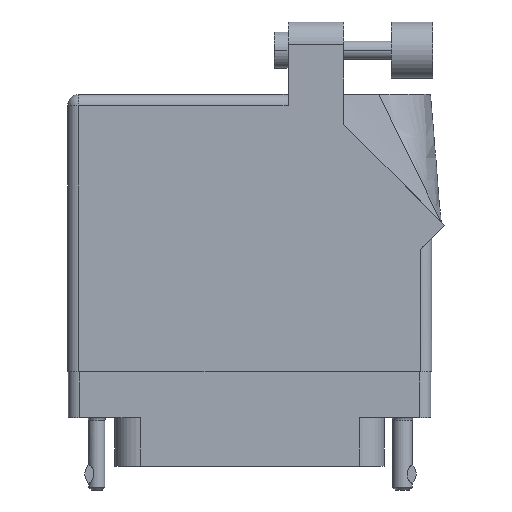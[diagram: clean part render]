
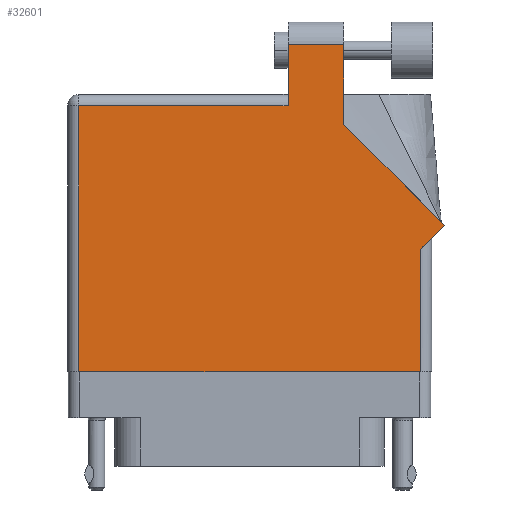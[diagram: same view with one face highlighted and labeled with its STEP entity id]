
A CAD part, front view. The second image highlights one B-rep face of the part: STEP entity #32601.
In plain terms, the highlighted face is planar.
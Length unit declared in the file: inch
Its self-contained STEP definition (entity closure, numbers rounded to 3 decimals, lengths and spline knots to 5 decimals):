
#491 = VECTOR ( 'NONE', #1546, 39.37008 ) ;
#1180 = LINE ( 'NONE', #2247, #13136 ) ;
#1546 = DIRECTION ( 'NONE',  ( 0., 1., 0. ) ) ;
#1561 = LINE ( 'NONE', #38615, #35591 ) ;
#2247 = CARTESIAN_POINT ( 'NONE',  ( 0.212, 1.43, 0.455 ) ) ;
#3426 = PLANE ( 'NONE',  #32374 ) ;
#6988 = VECTOR ( 'NONE', #33289, 39.37008 ) ;
#7410 = EDGE_CURVE ( 'NONE', #45972, #37545, #1561, .T. ) ;
#7805 = ORIENTED_EDGE ( 'NONE', *, *, #43563, .T. ) ;
#8208 = VERTEX_POINT ( 'NONE', #24737 ) ;
#8280 = VERTEX_POINT ( 'NONE', #9379 ) ;
#9379 = CARTESIAN_POINT ( 'NONE',  ( -0.943, 1.368, 0.455 ) ) ;
#9639 = ORIENTED_EDGE ( 'NONE', *, *, #42762, .T. ) ;
#10306 = EDGE_CURVE ( 'NONE', #37545, #8208, #37745, .T. ) ;
#11236 = VECTOR ( 'NONE', #18589, 39.37008 ) ;
#11431 = DIRECTION ( 'NONE',  ( 0., 0., -1. ) ) ;
#11841 = VECTOR ( 'NONE', #47808, 39.37008 ) ;
#13010 = EDGE_CURVE ( 'NONE', #47199, #38015, #1180, .T. ) ;
#13136 = VECTOR ( 'NONE', #39755, 39.37008 ) ;
#14954 = CARTESIAN_POINT ( 'NONE',  ( -1.005, 1.43, 0.455 ) ) ;
#15523 = DIRECTION ( 'NONE',  ( -1., 0., 0. ) ) ;
#17057 = CARTESIAN_POINT ( 'NONE',  ( 1.005, 0.637, 0.455 ) ) ;
#17481 = ORIENTED_EDGE ( 'NONE', *, *, #42388, .T. ) ;
#18589 = DIRECTION ( 'NONE',  ( -1., 0., 0. ) ) ;
#18628 = CARTESIAN_POINT ( 'NONE',  ( -0.943, -0.1, 0.455 ) ) ;
#19302 = VECTOR ( 'NONE', #32830, 39.37008 ) ;
#19674 = DIRECTION ( 'NONE',  ( -0.707, 0.707, 0. ) ) ;
#20215 = LINE ( 'NONE', #18628, #6988 ) ;
#20798 = EDGE_CURVE ( 'NONE', #38015, #8280, #35468, .T. ) ;
#21358 = CARTESIAN_POINT ( 'NONE',  ( -1.005, -0.1, 0.455 ) ) ;
#21616 = ORIENTED_EDGE ( 'NONE', *, *, #40283, .T. ) ;
#24250 = CARTESIAN_POINT ( 'NONE',  ( 0.212, 1.705, 0.455 ) ) ;
#24570 = CARTESIAN_POINT ( 'NONE',  ( 0.943, 0.637, 0.455 ) ) ;
#24737 = CARTESIAN_POINT ( 'NONE',  ( 0.519, 1.705, 0.455 ) ) ;
#25262 = ORIENTED_EDGE ( 'NONE', *, *, #10306, .T. ) ;
#26315 = DIRECTION ( 'NONE',  ( -1., 0., 0. ) ) ;
#28430 = ORIENTED_EDGE ( 'NONE', *, *, #7410, .T. ) ;
#30113 = VECTOR ( 'NONE', #15523, 39.37008 ) ;
#30723 = CARTESIAN_POINT ( 'NONE',  ( -1.005, 1.368, 0.455 ) ) ;
#31479 = VERTEX_POINT ( 'NONE', #34067 ) ;
#31820 = CARTESIAN_POINT ( 'NONE',  ( 0.212, 1.368, 0.455 ) ) ;
#31863 = CARTESIAN_POINT ( 'NONE',  ( 1.07571, 0.70771, 0.455 ) ) ;
#32374 = AXIS2_PLACEMENT_3D ( 'NONE', #14954, #11431, #26315 ) ;
#32601 = ADVANCED_FACE ( 'NONE', ( #32827 ), #3426, .F. ) ;
#32827 = FACE_OUTER_BOUND ( 'NONE', #38641, .T. ) ;
#32830 = DIRECTION ( 'NONE',  ( 1., 0., 0. ) ) ;
#33289 = DIRECTION ( 'NONE',  ( 0., -1., 0. ) ) ;
#33577 = EDGE_CURVE ( 'NONE', #39143, #31479, #47603, .T. ) ;
#33782 = VERTEX_POINT ( 'NONE', #40669 ) ;
#33940 = LINE ( 'NONE', #41185, #11236 ) ;
#34067 = CARTESIAN_POINT ( 'NONE',  ( 0.943, 0.575, 0.455 ) ) ;
#34773 = LINE ( 'NONE', #21358, #19302 ) ;
#35122 = LINE ( 'NONE', #17057, #11841 ) ;
#35468 = LINE ( 'NONE', #30723, #30113 ) ;
#35591 = VECTOR ( 'NONE', #19674, 39.37008 ) ;
#36579 = VECTOR ( 'NONE', #42321, 39.37008 ) ;
#37545 = VERTEX_POINT ( 'NONE', #40633 ) ;
#37745 = LINE ( 'NONE', #41982, #36579 ) ;
#38015 = VERTEX_POINT ( 'NONE', #31820 ) ;
#38615 = CARTESIAN_POINT ( 'NONE',  ( 1.07571, 0.70771, 0.455 ) ) ;
#38641 = EDGE_LOOP ( 'NONE', ( #25262, #17481, #39873, #48275, #7805, #21616, #42377, #9639, #28430 ) ) ;
#39143 = VERTEX_POINT ( 'NONE', #45357 ) ;
#39755 = DIRECTION ( 'NONE',  ( 0., -1., 0. ) ) ;
#39873 = ORIENTED_EDGE ( 'NONE', *, *, #13010, .T. ) ;
#40283 = EDGE_CURVE ( 'NONE', #33782, #39143, #34773, .T. ) ;
#40633 = CARTESIAN_POINT ( 'NONE',  ( 0.519, 1.26442, 0.455 ) ) ;
#40669 = CARTESIAN_POINT ( 'NONE',  ( -0.943, -0.1, 0.455 ) ) ;
#41185 = CARTESIAN_POINT ( 'NONE',  ( 0.212, 1.705, 0.455 ) ) ;
#41982 = CARTESIAN_POINT ( 'NONE',  ( 0.519, 1.26442, 0.455 ) ) ;
#42321 = DIRECTION ( 'NONE',  ( 0., 1., 0. ) ) ;
#42377 = ORIENTED_EDGE ( 'NONE', *, *, #33577, .T. ) ;
#42388 = EDGE_CURVE ( 'NONE', #8208, #47199, #33940, .T. ) ;
#42762 = EDGE_CURVE ( 'NONE', #31479, #45972, #35122, .T. ) ;
#43563 = EDGE_CURVE ( 'NONE', #8280, #33782, #20215, .T. ) ;
#45357 = CARTESIAN_POINT ( 'NONE',  ( 0.943, -0.1, 0.455 ) ) ;
#45972 = VERTEX_POINT ( 'NONE', #31863 ) ;
#47199 = VERTEX_POINT ( 'NONE', #24250 ) ;
#47603 = LINE ( 'NONE', #24570, #491 ) ;
#47808 = DIRECTION ( 'NONE',  ( 0.707, 0.707, 0. ) ) ;
#48275 = ORIENTED_EDGE ( 'NONE', *, *, #20798, .T. ) ;
